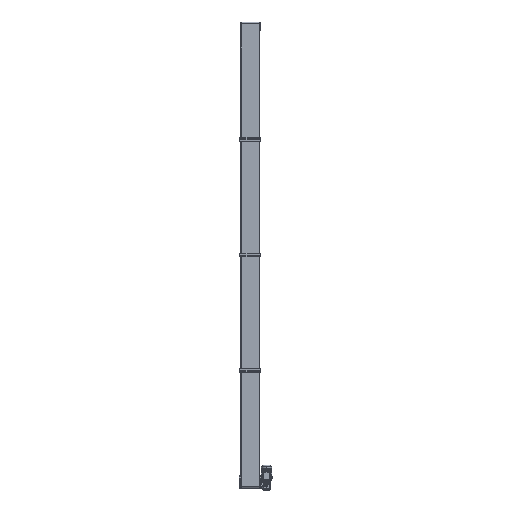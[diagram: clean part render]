
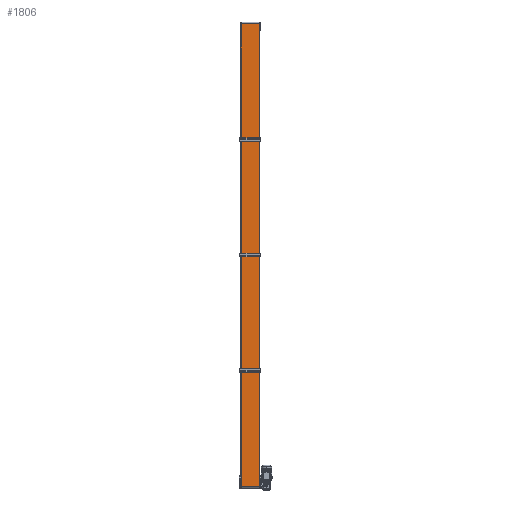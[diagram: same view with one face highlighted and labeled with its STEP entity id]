
A CAD part, front view. The second image highlights one B-rep face of the part: STEP entity #1806.
In plain terms, the highlighted planar face has unit normal (0, -1, 0).
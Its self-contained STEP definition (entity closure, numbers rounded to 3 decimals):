
#227 = EDGE_CURVE ( 'NONE', #154936, #141761, #16011, .T. ) ;
#888 = DIRECTION ( 'NONE',  ( -1., 0., 0. ) ) ;
#1806 = ADVANCED_FACE ( 'NONE', ( #147885 ), #119415, .F. ) ;
#7662 = CARTESIAN_POINT ( 'NONE',  ( 197.5, -22.282, -114.891 ) ) ;
#10601 = CARTESIAN_POINT ( 'NONE',  ( 197.5, -22.282, 4886.891 ) ) ;
#11608 = CARTESIAN_POINT ( 'NONE',  ( 197.5, -22.282, 4886.891 ) ) ;
#14430 = CARTESIAN_POINT ( 'NONE',  ( 197.5, -22.282, -114.891 ) ) ;
#16011 = LINE ( 'NONE', #77953, #157601 ) ;
#16169 = EDGE_LOOP ( 'NONE', ( #49016, #130481, #140238, #168076 ) ) ;
#18186 = CARTESIAN_POINT ( 'NONE',  ( 197.5, -22.282, -114.891 ) ) ;
#20097 = CARTESIAN_POINT ( 'NONE',  ( 2.5, -22.282, 4886.891 ) ) ;
#22086 = EDGE_CURVE ( 'NONE', #127990, #89055, #135014, .T. ) ;
#42487 = EDGE_CURVE ( 'NONE', #89055, #141761, #157327, .T. ) ;
#49016 = ORIENTED_EDGE ( 'NONE', *, *, #227, .T. ) ;
#68702 = CARTESIAN_POINT ( 'NONE',  ( 2.5, -22.282, -114.891 ) ) ;
#71554 = DIRECTION ( 'NONE',  ( -1., 0., 0. ) ) ;
#71646 = DIRECTION ( 'NONE',  ( 0., 1., 0. ) ) ;
#72645 = DIRECTION ( 'NONE',  ( 0., 0., 1. ) ) ;
#77953 = CARTESIAN_POINT ( 'NONE',  ( 2.5, -22.282, -114.891 ) ) ;
#89055 = VERTEX_POINT ( 'NONE', #14430 ) ;
#100042 = LINE ( 'NONE', #11608, #197370 ) ;
#117878 = DIRECTION ( 'NONE',  ( 0., 0., -1. ) ) ;
#118920 = EDGE_CURVE ( 'NONE', #127990, #154936, #100042, .T. ) ;
#119415 = PLANE ( 'NONE',  #168472 ) ;
#127990 = VERTEX_POINT ( 'NONE', #10601 ) ;
#130481 = ORIENTED_EDGE ( 'NONE', *, *, #42487, .F. ) ;
#135014 = LINE ( 'NONE', #194057, #178796 ) ;
#139928 = DIRECTION ( 'NONE',  ( 0., 0., -1. ) ) ;
#140238 = ORIENTED_EDGE ( 'NONE', *, *, #22086, .F. ) ;
#141761 = VERTEX_POINT ( 'NONE', #68702 ) ;
#147885 = FACE_OUTER_BOUND ( 'NONE', #16169, .T. ) ;
#154936 = VERTEX_POINT ( 'NONE', #20097 ) ;
#157327 = LINE ( 'NONE', #18186, #194485 ) ;
#157601 = VECTOR ( 'NONE', #139928, 1000. ) ;
#168076 = ORIENTED_EDGE ( 'NONE', *, *, #118920, .T. ) ;
#168472 = AXIS2_PLACEMENT_3D ( 'NONE', #7662, #71646, #72645 ) ;
#178796 = VECTOR ( 'NONE', #117878, 1000. ) ;
#194057 = CARTESIAN_POINT ( 'NONE',  ( 197.5, -22.282, -114.891 ) ) ;
#194485 = VECTOR ( 'NONE', #888, 1000. ) ;
#197370 = VECTOR ( 'NONE', #71554, 1000. ) ;
